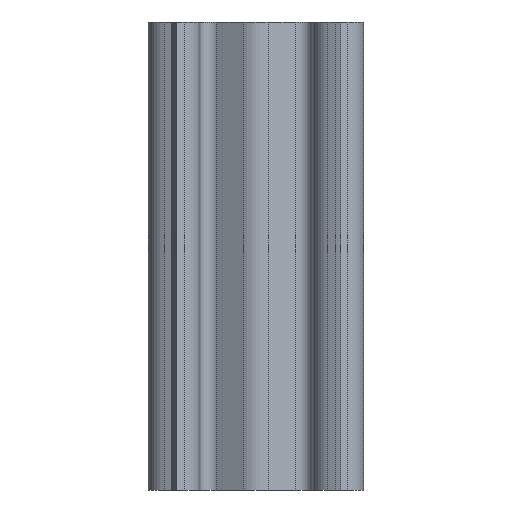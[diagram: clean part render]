
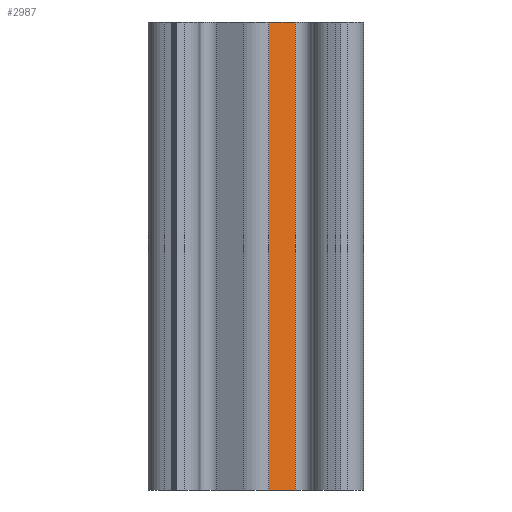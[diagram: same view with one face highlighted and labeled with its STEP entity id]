
A CAD part, front view. The second image highlights one B-rep face of the part: STEP entity #2987.
In plain terms, the highlighted planar face has unit normal (0.5, -0.866, 0).
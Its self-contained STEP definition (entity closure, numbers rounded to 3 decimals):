
#311=FACE_OUTER_BOUND('',#465,.T.);
#465=EDGE_LOOP('',(#2217,#2218,#2219,#2220));
#695=LINE('',#4750,#1003);
#696=LINE('',#4753,#1004);
#697=LINE('',#4755,#1005);
#698=LINE('',#4756,#1006);
#1003=VECTOR('',#3833,10.);
#1004=VECTOR('',#3836,10.);
#1005=VECTOR('',#3837,10.);
#1006=VECTOR('',#3838,10.);
#1309=VERTEX_POINT('',#4746);
#1310=VERTEX_POINT('',#4748);
#1311=VERTEX_POINT('',#4752);
#1312=VERTEX_POINT('',#4754);
#1687=EDGE_CURVE('',#1309,#1310,#695,.T.);
#1688=EDGE_CURVE('',#1311,#1309,#696,.T.);
#1689=EDGE_CURVE('',#1312,#1310,#697,.T.);
#1690=EDGE_CURVE('',#1311,#1312,#698,.T.);
#2217=ORIENTED_EDGE('',*,*,#1688,.T.);
#2218=ORIENTED_EDGE('',*,*,#1687,.T.);
#2219=ORIENTED_EDGE('',*,*,#1689,.F.);
#2220=ORIENTED_EDGE('',*,*,#1690,.F.);
#2871=PLANE('',#3233);
#2987=ADVANCED_FACE('',(#311),#2871,.T.);
#3233=AXIS2_PLACEMENT_3D('',#4751,#3834,#3835);
#3833=DIRECTION('',(0.,0.,1.));
#3834=DIRECTION('center_axis',(0.5,-0.866,0.));
#3835=DIRECTION('ref_axis',(0.866,0.5,0.));
#3836=DIRECTION('',(0.866,0.5,0.));
#3837=DIRECTION('',(0.866,0.5,0.));
#3838=DIRECTION('',(0.,0.,1.));
#4746=CARTESIAN_POINT('',(-0.639,126.02,0.));
#4748=CARTESIAN_POINT('',(-0.639,126.02,50.));
#4750=CARTESIAN_POINT('',(-0.639,126.02,0.));
#4751=CARTESIAN_POINT('Origin',(-3.489,124.374,0.));
#4752=CARTESIAN_POINT('',(-3.489,124.374,0.));
#4753=CARTESIAN_POINT('',(-3.489,124.374,0.));
#4754=CARTESIAN_POINT('',(-3.489,124.374,50.));
#4755=CARTESIAN_POINT('',(-3.489,124.374,50.));
#4756=CARTESIAN_POINT('',(-3.489,124.374,0.));
